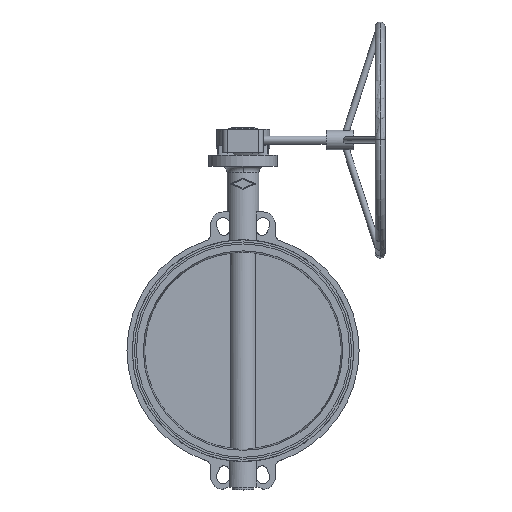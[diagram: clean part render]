
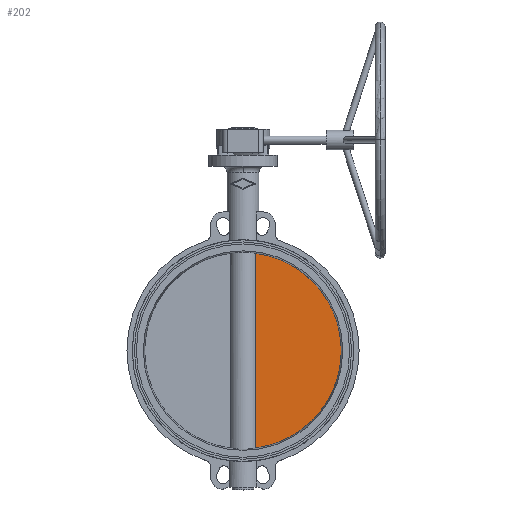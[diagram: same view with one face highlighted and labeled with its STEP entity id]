
A CAD part, top view. The second image highlights one B-rep face of the part: STEP entity #202.
In plain terms, the highlighted planar face has unit normal (0, 0, 1).
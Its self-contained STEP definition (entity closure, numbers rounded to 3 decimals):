
#202 = ADVANCED_FACE( '', ( #537 ), #538, .T. );
#537 = FACE_OUTER_BOUND( '', #1064, .T. );
#538 = PLANE( '', #1065 );
#1064 = EDGE_LOOP( '', ( #2189, #2190 ) );
#1065 = AXIS2_PLACEMENT_3D( '', #2191, #2192, #2193 );
#2189 = ORIENTED_EDGE( '', *, *, #3907, .T. );
#2190 = ORIENTED_EDGE( '', *, *, #3915, .F. );
#2191 = CARTESIAN_POINT( '', ( 0., 0., -51.5 ) );
#2192 = DIRECTION( '', ( 0., 0., 1. ) );
#2193 = DIRECTION( '', ( 1., 0., 0. ) );
#3907 = EDGE_CURVE( '', #4837, #4835, #4838, .T. );
#3915 = EDGE_CURVE( '', #4837, #4835, #4847, .T. );
#4835 = VERTEX_POINT( '', #6803 );
#4837 = VERTEX_POINT( '', #6820 );
#4838 = LINE( '', #6821, #6822 );
#4847 = CIRCLE( '', #6886, 250. );
#6803 = CARTESIAN_POINT( '', ( 32.078, -247.933, -51.5 ) );
#6820 = CARTESIAN_POINT( '', ( 32.078, 247.933, -51.5 ) );
#6821 = CARTESIAN_POINT( '', ( 32.078, 0., -51.5 ) );
#6822 = VECTOR( '', #8919, 1. );
#6886 = AXIS2_PLACEMENT_3D( '', #8932, #8933, #8934 );
#8919 = DIRECTION( '', ( 0., -1., 0. ) );
#8932 = CARTESIAN_POINT( '', ( 0., 0., -51.5 ) );
#8933 = DIRECTION( '', ( 0., 0., -1. ) );
#8934 = DIRECTION( '', ( 0., 1., 0. ) );
